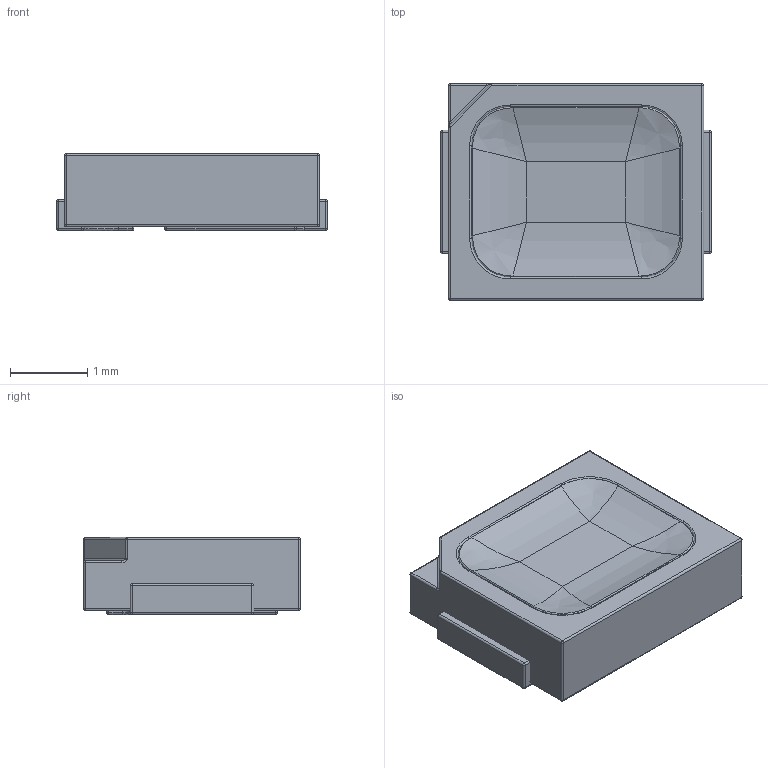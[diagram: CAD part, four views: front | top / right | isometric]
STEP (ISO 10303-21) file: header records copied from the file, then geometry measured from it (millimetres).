
FILE_DESCRIPTION(/* description */ (''),/* implementation_level */ '2;1');
FILE_NAME(/* name */ '3528 SMD LED.stp',/* time_stamp */ '2015-05-07T14:32:27+05:00',/* author */ ('Admin'),/* organization */ (''),/* preprocessor_version */ 'ST-DEVELOPER v15.6',/* originating_system */ 'Autodesk Inventor 2015',/* authorisation */ '');
FILE_SCHEMA (('AUTOMOTIVE_DESIGN { 1 0 10303 214 3 1 1 }'));
Length unit declared in the file: millimetre
Products named in the file (1): 3528 SMD LED
Bounding box: 3.5 x 2.8 x 1 mm (x, y, z)
Surface area: 79.9 mm2
Topology: 5 solids, 5 shells, 228 faces, 475 edges, 254 vertices
Faces by surface type: cylinder 104, plane 44, sphere 34, torus 28, bspline 18
Entity records: 6515 total; most frequent: CARTESIAN_POINT 1624, DIRECTION 1113, ORIENTED_EDGE 942, EDGE_CURVE 471, AXIS2_PLACEMENT_3D 455, VERTEX_POINT 254, CIRCLE 232, EDGE_LOOP 229
